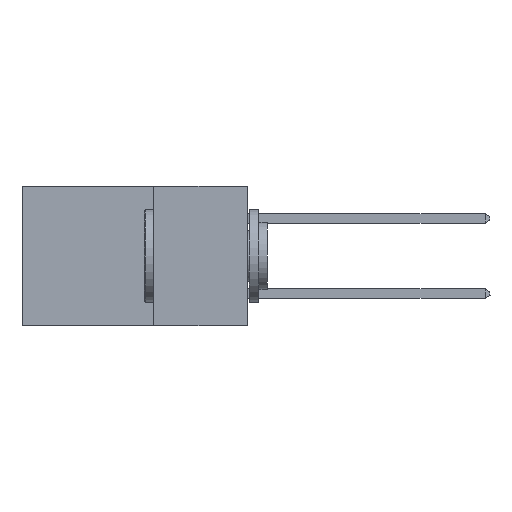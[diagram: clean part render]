
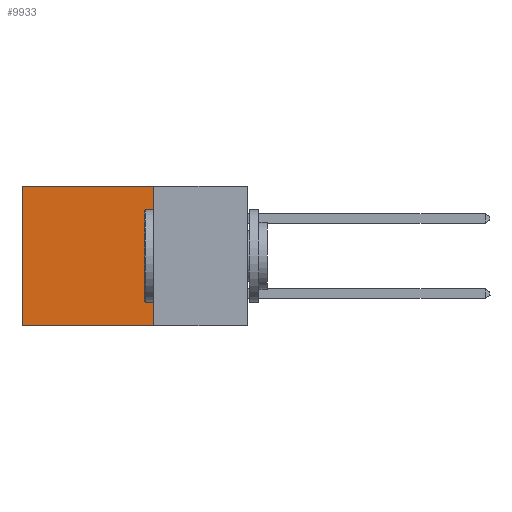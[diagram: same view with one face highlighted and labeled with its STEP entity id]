
A CAD part, left-side view. The second image highlights one B-rep face of the part: STEP entity #9933.
In plain terms, the highlighted planar face has unit normal (-1, 0, 0).
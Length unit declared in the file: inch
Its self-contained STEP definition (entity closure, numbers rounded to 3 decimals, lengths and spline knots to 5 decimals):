
#921 = CARTESIAN_POINT ( 'NONE',  ( 0.298, 0.6, -0.37 ) ) ;
#1288 = VERTEX_POINT ( 'NONE', #14809 ) ;
#2742 = EDGE_CURVE ( 'NONE', #20888, #14143, #26971, .T. ) ;
#4932 = LINE ( 'NONE', #17762, #13533 ) ;
#6867 = EDGE_CURVE ( 'NONE', #19644, #20888, #12442, .T. ) ;
#6996 = DIRECTION ( 'NONE',  ( 0., 1., 0. ) ) ;
#7468 = DIRECTION ( 'NONE',  ( 0., 0., -1. ) ) ;
#9443 = VECTOR ( 'NONE', #26739, 39.37008 ) ;
#9933 = ADVANCED_FACE ( 'NONE', ( #12285 ), #11952, .F. ) ;
#10942 = ORIENTED_EDGE ( 'NONE', *, *, #10952, .T. ) ;
#10952 = EDGE_CURVE ( 'NONE', #19644, #1288, #4932, .T. ) ;
#11060 = VECTOR ( 'NONE', #7468, 39.37008 ) ;
#11952 = PLANE ( 'NONE',  #19657 ) ;
#12285 = FACE_OUTER_BOUND ( 'NONE', #18849, .T. ) ;
#12442 = LINE ( 'NONE', #23648, #15074 ) ;
#13406 = EDGE_CURVE ( 'NONE', #1288, #14143, #14050, .T. ) ;
#13533 = VECTOR ( 'NONE', #6996, 39.37008 ) ;
#14050 = LINE ( 'NONE', #20083, #11060 ) ;
#14143 = VERTEX_POINT ( 'NONE', #921 ) ;
#14655 = ORIENTED_EDGE ( 'NONE', *, *, #13406, .T. ) ;
#14809 = CARTESIAN_POINT ( 'NONE',  ( 0.298, 0.6, 0. ) ) ;
#15074 = VECTOR ( 'NONE', #21904, 39.37008 ) ;
#16628 = DIRECTION ( 'NONE',  ( 1., 0., 0. ) ) ;
#16714 = DIRECTION ( 'NONE',  ( 0., 0., -1. ) ) ;
#17502 = CARTESIAN_POINT ( 'NONE',  ( 0.298, 0.25, -0.37 ) ) ;
#17762 = CARTESIAN_POINT ( 'NONE',  ( 0.298, 0.25, 0. ) ) ;
#17793 = CARTESIAN_POINT ( 'NONE',  ( 0.298, 0.25, 0. ) ) ;
#18057 = ORIENTED_EDGE ( 'NONE', *, *, #2742, .F. ) ;
#18849 = EDGE_LOOP ( 'NONE', ( #14655, #18057, #24553, #10942 ) ) ;
#19644 = VERTEX_POINT ( 'NONE', #17793 ) ;
#19657 = AXIS2_PLACEMENT_3D ( 'NONE', #20799, #16628, #16714 ) ;
#20083 = CARTESIAN_POINT ( 'NONE',  ( 0.298, 0.6, 0. ) ) ;
#20799 = CARTESIAN_POINT ( 'NONE',  ( 0.298, 0.25, 0. ) ) ;
#20888 = VERTEX_POINT ( 'NONE', #17502 ) ;
#21904 = DIRECTION ( 'NONE',  ( 0., 0., -1. ) ) ;
#22389 = CARTESIAN_POINT ( 'NONE',  ( 0.298, 0.25, -0.37 ) ) ;
#23648 = CARTESIAN_POINT ( 'NONE',  ( 0.298, 0.25, 0. ) ) ;
#24553 = ORIENTED_EDGE ( 'NONE', *, *, #6867, .F. ) ;
#26739 = DIRECTION ( 'NONE',  ( 0., 1., 0. ) ) ;
#26971 = LINE ( 'NONE', #22389, #9443 ) ;
